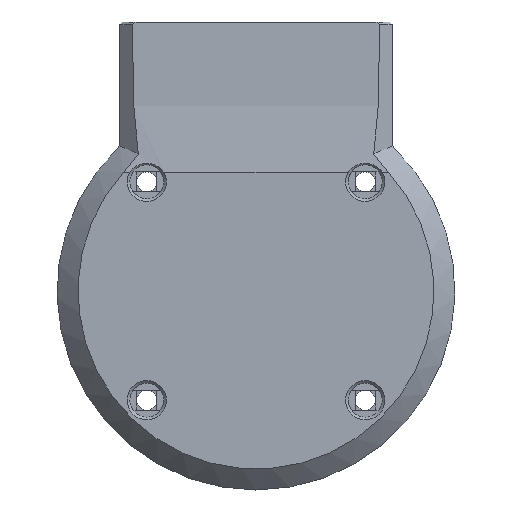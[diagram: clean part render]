
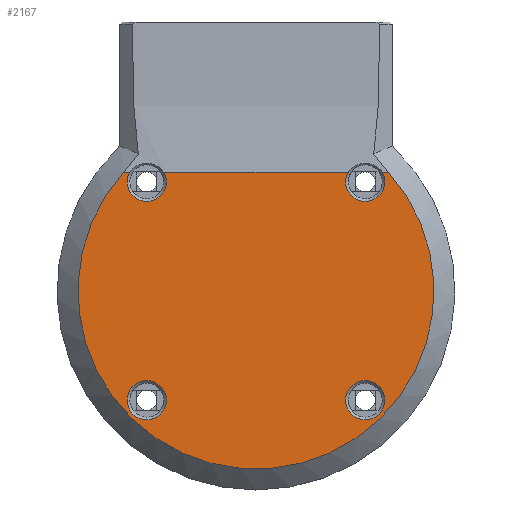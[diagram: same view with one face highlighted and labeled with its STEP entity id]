
A CAD part, top view. The second image highlights one B-rep face of the part: STEP entity #2167.
In plain terms, the highlighted planar face has unit normal (0, 0, 1).
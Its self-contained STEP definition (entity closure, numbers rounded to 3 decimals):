
#45=FACE_BOUND('',#404,.T.);
#46=FACE_BOUND('',#405,.T.);
#55=CIRCLE('',#2311,3.75);
#57=CIRCLE('',#2313,3.75);
#58=CIRCLE('',#2315,34.);
#60=CIRCLE('',#2318,3.75);
#62=CIRCLE('',#2320,3.75);
#63=CIRCLE('',#2322,3.75);
#64=CIRCLE('',#2323,3.75);
#184=PLANE('',#2321);
#271=FACE_OUTER_BOUND('',#403,.T.);
#403=EDGE_LOOP('',(#1535,#1536,#1537,#1538,#1539,#1540,#1541,#1542));
#404=EDGE_LOOP('',(#1543));
#405=EDGE_LOOP('',(#1544));
#962=B_SPLINE_CURVE_WITH_KNOTS('',3,(#3276,#3277,#3278,#3279),
 .UNSPECIFIED.,.F.,.F.,(4,4),(5.214,5.333),
 .UNSPECIFIED.);
#964=B_SPLINE_CURVE_WITH_KNOTS('',3,(#3298,#3299,#3300,#3301,#3302,#3303),
 .UNSPECIFIED.,.F.,.F.,(4,2,4),(1.042,2.9,4.558),
 .UNSPECIFIED.);
#966=B_SPLINE_CURVE_WITH_KNOTS('',3,(#3322,#3323,#3324,#3325),
 .UNSPECIFIED.,.F.,.F.,(4,4),(0.267,0.386),
 .UNSPECIFIED.);
#978=VERTEX_POINT('',#3270);
#979=VERTEX_POINT('',#3275);
#980=VERTEX_POINT('',#3280);
#981=VERTEX_POINT('',#3297);
#982=VERTEX_POINT('',#3304);
#983=VERTEX_POINT('',#3321);
#987=VERTEX_POINT('',#3345);
#990=VERTEX_POINT('',#3360);
#992=VERTEX_POINT('',#3367);
#993=VERTEX_POINT('',#3369);
#1176=EDGE_CURVE('',#979,#978,#962,.T.);
#1178=EDGE_CURVE('',#981,#980,#964,.T.);
#1180=EDGE_CURVE('',#983,#982,#966,.T.);
#1186=EDGE_CURVE('',#981,#987,#55,.T.);
#1189=EDGE_CURVE('',#987,#982,#57,.T.);
#1190=EDGE_CURVE('',#983,#978,#58,.T.);
#1193=EDGE_CURVE('',#979,#990,#60,.T.);
#1196=EDGE_CURVE('',#990,#980,#62,.T.);
#1197=EDGE_CURVE('',#992,#992,#63,.T.);
#1198=EDGE_CURVE('',#993,#993,#64,.T.);
#1535=ORIENTED_EDGE('',*,*,#1180,.T.);
#1536=ORIENTED_EDGE('',*,*,#1189,.F.);
#1537=ORIENTED_EDGE('',*,*,#1186,.F.);
#1538=ORIENTED_EDGE('',*,*,#1178,.T.);
#1539=ORIENTED_EDGE('',*,*,#1196,.F.);
#1540=ORIENTED_EDGE('',*,*,#1193,.F.);
#1541=ORIENTED_EDGE('',*,*,#1176,.T.);
#1542=ORIENTED_EDGE('',*,*,#1190,.F.);
#1543=ORIENTED_EDGE('',*,*,#1197,.F.);
#1544=ORIENTED_EDGE('',*,*,#1198,.F.);
#2167=ADVANCED_FACE('',(#271,#45,#46),#184,.T.);
#2311=AXIS2_PLACEMENT_3D('',#3346,#2556,#2557);
#2313=AXIS2_PLACEMENT_3D('',#3350,#2561,#2562);
#2315=AXIS2_PLACEMENT_3D('',#3352,#2565,#2566);
#2318=AXIS2_PLACEMENT_3D('',#3361,#2571,#2572);
#2320=AXIS2_PLACEMENT_3D('',#3365,#2576,#2577);
#2321=AXIS2_PLACEMENT_3D('',#3366,#2578,#2579);
#2322=AXIS2_PLACEMENT_3D('',#3368,#2580,#2581);
#2323=AXIS2_PLACEMENT_3D('',#3370,#2582,#2583);
#2556=DIRECTION('center_axis',(0.,0.,1.));
#2557=DIRECTION('ref_axis',(1.,0.,0.));
#2561=DIRECTION('center_axis',(0.,0.,1.));
#2562=DIRECTION('ref_axis',(1.,0.,0.));
#2565=DIRECTION('center_axis',(0.,0.,-1.));
#2566=DIRECTION('ref_axis',(-1.,0.,0.));
#2571=DIRECTION('center_axis',(0.,0.,1.));
#2572=DIRECTION('ref_axis',(1.,0.,0.));
#2576=DIRECTION('center_axis',(0.,0.,1.));
#2577=DIRECTION('ref_axis',(1.,0.,0.));
#2578=DIRECTION('center_axis',(0.,0.,1.));
#2579=DIRECTION('ref_axis',(1.,0.,0.));
#2580=DIRECTION('center_axis',(0.,0.,1.));
#2581=DIRECTION('ref_axis',(1.,0.,0.));
#2582=DIRECTION('center_axis',(0.,0.,1.));
#2583=DIRECTION('ref_axis',(1.,0.,0.));
#3270=CARTESIAN_POINT('',(-25.331,-8.694,7.));
#3275=CARTESIAN_POINT('',(-24.139,-8.694,7.));
#3276=CARTESIAN_POINT('Ctrl Pts',(-24.139,-8.694,7.));
#3277=CARTESIAN_POINT('Ctrl Pts',(-24.537,-8.694,7.));
#3278=CARTESIAN_POINT('Ctrl Pts',(-24.934,-8.694,7.));
#3279=CARTESIAN_POINT('Ctrl Pts',(-25.331,-8.694,7.));
#3280=CARTESIAN_POINT('',(-17.581,-8.694,7.));
#3297=CARTESIAN_POINT('',(17.581,-8.694,7.));
#3298=CARTESIAN_POINT('Ctrl Pts',(17.581,-8.694,7.));
#3299=CARTESIAN_POINT('Ctrl Pts',(11.387,-8.694,7.));
#3300=CARTESIAN_POINT('Ctrl Pts',(5.194,-8.694,7.));
#3301=CARTESIAN_POINT('Ctrl Pts',(-6.527,-8.694,7.));
#3302=CARTESIAN_POINT('Ctrl Pts',(-12.054,-8.694,7.));
#3303=CARTESIAN_POINT('Ctrl Pts',(-17.581,-8.694,7.));
#3304=CARTESIAN_POINT('',(24.139,-8.694,7.));
#3321=CARTESIAN_POINT('',(25.331,-8.694,7.));
#3322=CARTESIAN_POINT('Ctrl Pts',(25.331,-8.694,7.));
#3323=CARTESIAN_POINT('Ctrl Pts',(24.934,-8.694,7.));
#3324=CARTESIAN_POINT('Ctrl Pts',(24.537,-8.694,7.));
#3325=CARTESIAN_POINT('Ctrl Pts',(24.139,-8.694,7.));
#3345=CARTESIAN_POINT('',(17.11,-10.513,7.));
#3346=CARTESIAN_POINT('Origin',(20.86,-10.513,7.));
#3350=CARTESIAN_POINT('Origin',(20.86,-10.513,7.));
#3352=CARTESIAN_POINT('Origin',(0.,-31.373,
7.));
#3360=CARTESIAN_POINT('',(-24.61,-10.513,7.));
#3361=CARTESIAN_POINT('Origin',(-20.86,-10.513,7.));
#3365=CARTESIAN_POINT('Origin',(-20.86,-10.513,7.));
#3366=CARTESIAN_POINT('Origin',(0.,-24.687,
7.));
#3367=CARTESIAN_POINT('',(-24.61,-52.233,7.));
#3368=CARTESIAN_POINT('Origin',(-20.86,-52.233,7.));
#3369=CARTESIAN_POINT('',(17.11,-52.233,7.));
#3370=CARTESIAN_POINT('Origin',(20.86,-52.233,7.));
